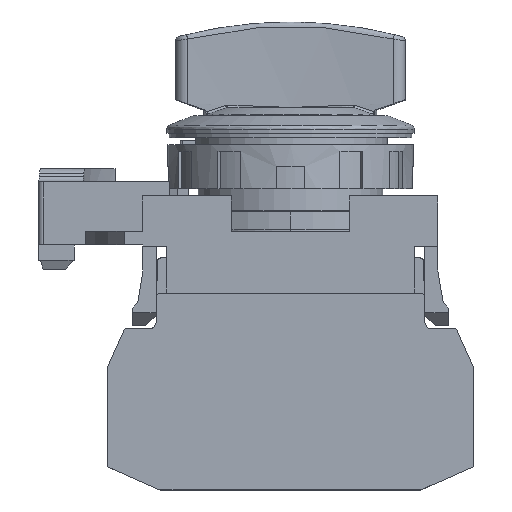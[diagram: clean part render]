
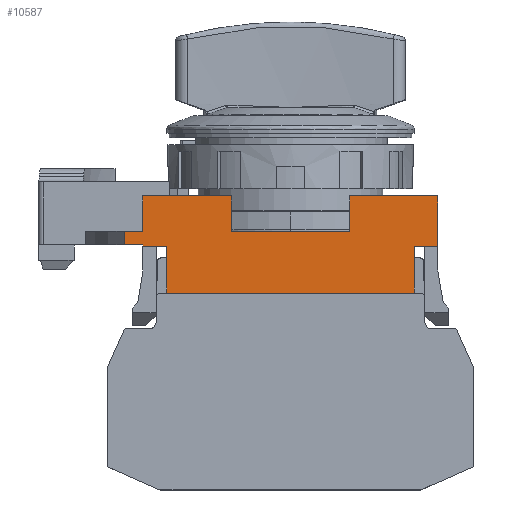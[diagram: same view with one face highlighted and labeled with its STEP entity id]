
A CAD part, left-side view. The second image highlights one B-rep face of the part: STEP entity #10587.
In plain terms, the highlighted planar face has unit normal (-1, 0, 0).
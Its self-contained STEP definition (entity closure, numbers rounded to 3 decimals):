
#4616 = CARTESIAN_POINT ( 'NONE',  ( -14.9, 6.7, 11. ) ) ;
#4654 = CARTESIAN_POINT ( 'NONE',  ( -14.9, 6.7, 7. ) ) ;
#5651 = LINE ( 'NONE', #5652, #16831 ) ;
#5652 = CARTESIAN_POINT ( 'NONE',  ( -14.9, 18.815, 6.25 ) ) ;
#5653 = DIRECTION ( 'NONE',  ( 0., 0., -1. ) ) ;
#6006 = LINE ( 'NONE', #6007, #16701 ) ;
#6007 = CARTESIAN_POINT ( 'NONE',  ( -14.9, 16.7, 4. ) ) ;
#6008 = DIRECTION ( 'NONE',  ( 0., 0., 1. ) ) ;
#7907 = FACE_OUTER_BOUND ( 'NONE', #19509, .T. ) ;
#7917 = AXIS2_PLACEMENT_3D ( 'NONE', #18141, #18142, #18143 ) ;
#9132 = VERTEX_POINT ( 'NONE', #19774 ) ;
#9137 = VERTEX_POINT ( 'NONE', #19779 ) ;
#9188 = VERTEX_POINT ( 'NONE', #19829 ) ;
#9189 = VERTEX_POINT ( 'NONE', #19830 ) ;
#9405 = VERTEX_POINT ( 'NONE', #20046 ) ;
#9446 = VERTEX_POINT ( 'NONE', #20087 ) ;
#9456 = VERTEX_POINT ( 'NONE', #20097 ) ;
#9470 = VERTEX_POINT ( 'NONE', #20111 ) ;
#9569 = VERTEX_POINT ( 'NONE', #20210 ) ;
#9586 = VERTEX_POINT ( 'NONE', #20227 ) ;
#9804 = VERTEX_POINT ( 'NONE', #20445 ) ;
#9828 = VERTEX_POINT ( 'NONE', #20469 ) ;
#9862 = VERTEX_POINT ( 'NONE', #20503 ) ;
#9875 = VERTEX_POINT ( 'NONE', #20516 ) ;
#10587 = ADVANCED_FACE ( 'NONE', ( #7907 ), #18140, .F. ) ;
#13524 = VERTEX_POINT ( 'NONE', #4616 ) ;
#13562 = VERTEX_POINT ( 'NONE', #4654 ) ;
#15076 = LINE ( 'NONE', #15077, #17033 ) ;
#15077 = CARTESIAN_POINT ( 'NONE',  ( -14.9, -14., 2.65 ) ) ;
#15078 = DIRECTION ( 'NONE',  ( 0., 0., 1. ) ) ;
#15079 = LINE ( 'NONE', #15080, #17032 ) ;
#15080 = CARTESIAN_POINT ( 'NONE',  ( -14.9, 0., 0. ) ) ;
#15081 = DIRECTION ( 'NONE',  ( 0., -1., 0. ) ) ;
#15085 = LINE ( 'NONE', #15086, #17030 ) ;
#15086 = CARTESIAN_POINT ( 'NONE',  ( -14.9, 14., 5.5 ) ) ;
#15087 = DIRECTION ( 'NONE',  ( 0., 0., 1. ) ) ;
#15187 = LINE ( 'NONE', #15188, #16994 ) ;
#15188 = CARTESIAN_POINT ( 'NONE',  ( -14.9, 1.057, 5.3 ) ) ;
#15189 = DIRECTION ( 'NONE',  ( 0., 1., 0. ) ) ;
#15202 = LINE ( 'NONE', #15203, #16989 ) ;
#15203 = CARTESIAN_POINT ( 'NONE',  ( -14.9, -16.7, 5.5 ) ) ;
#15204 = DIRECTION ( 'NONE',  ( 0., 0., -1. ) ) ;
#15211 = LINE ( 'NONE', #15212, #16986 ) ;
#15212 = CARTESIAN_POINT ( 'NONE',  ( -14.9, 1.057, 11. ) ) ;
#15213 = DIRECTION ( 'NONE',  ( 0., -1., 0. ) ) ;
#15217 = LINE ( 'NONE', #15218, #16983 ) ;
#15218 = CARTESIAN_POINT ( 'NONE',  ( -14.9, -6.7, 5.5 ) ) ;
#15219 = DIRECTION ( 'NONE',  ( 0., 0., 1. ) ) ;
#15226 = LINE ( 'NONE', #15227, #16980 ) ;
#15227 = CARTESIAN_POINT ( 'NONE',  ( -14.9, 1.057, 7. ) ) ;
#15228 = DIRECTION ( 'NONE',  ( 0., -1., 0. ) ) ;
#15247 = LINE ( 'NONE', #15248, #16973 ) ;
#15248 = CARTESIAN_POINT ( 'NONE',  ( -14.9, 6.7, 5.5 ) ) ;
#15249 = DIRECTION ( 'NONE',  ( 0., 0., -1. ) ) ;
#15256 = LINE ( 'NONE', #15257, #16971 ) ;
#15257 = CARTESIAN_POINT ( 'NONE',  ( -14.9, 1.057, 11. ) ) ;
#15258 = DIRECTION ( 'NONE',  ( 0., -1., 0. ) ) ;
#15262 = LINE ( 'NONE', #15263, #16969 ) ;
#15263 = CARTESIAN_POINT ( 'NONE',  ( -14.9, 16.7, 5.5 ) ) ;
#15264 = DIRECTION ( 'NONE',  ( 0., 0., 1. ) ) ;
#15268 = LINE ( 'NONE', #15269, #16966 ) ;
#15269 = CARTESIAN_POINT ( 'NONE',  ( -14.9, 1.057, 7. ) ) ;
#15270 = DIRECTION ( 'NONE',  ( 0., -1., 0. ) ) ;
#15277 = LINE ( 'NONE', #15278, #16963 ) ;
#15278 = CARTESIAN_POINT ( 'NONE',  ( -14.9, 1.057, 5.5 ) ) ;
#15279 = DIRECTION ( 'NONE',  ( 0., 1., 0. ) ) ;
#15280 = LINE ( 'NONE', #15281, #16962 ) ;
#15281 = CARTESIAN_POINT ( 'NONE',  ( -14.9, 1.057, 5.3 ) ) ;
#15282 = DIRECTION ( 'NONE',  ( 0., 1., 0. ) ) ;
#15918 = EDGE_CURVE ( 'NONE', #9189, #9862, #15076, .T. ) ;
#15919 = EDGE_CURVE ( 'NONE', #9188, #9189, #15079, .T. ) ;
#15921 = EDGE_CURVE ( 'NONE', #9188, #9470, #15085, .T. ) ;
#15955 = EDGE_CURVE ( 'NONE', #9828, #9862, #15187, .T. ) ;
#15960 = EDGE_CURVE ( 'NONE', #9132, #9828, #15202, .T. ) ;
#15963 = EDGE_CURVE ( 'NONE', #9137, #9132, #15211, .T. ) ;
#15965 = EDGE_CURVE ( 'NONE', #9875, #9137, #15217, .T. ) ;
#15968 = EDGE_CURVE ( 'NONE', #13562, #9875, #15226, .T. ) ;
#15975 = EDGE_CURVE ( 'NONE', #13524, #13562, #15247, .T. ) ;
#15978 = EDGE_CURVE ( 'NONE', #9804, #13524, #15256, .T. ) ;
#15980 = EDGE_CURVE ( 'NONE', #9405, #9804, #15262, .T. ) ;
#15982 = EDGE_CURVE ( 'NONE', #9456, #9405, #15268, .T. ) ;
#15985 = EDGE_CURVE ( 'NONE', #9586, #9446, #15277, .T. ) ;
#15986 = EDGE_CURVE ( 'NONE', #9470, #9569, #15280, .T. ) ;
#16111 = EDGE_CURVE ( 'NONE', #9456, #9446, #5651, .T. ) ;
#16228 = EDGE_CURVE ( 'NONE', #9569, #9586, #6006, .T. ) ;
#16701 = VECTOR ( 'NONE', #6008, 1000. ) ;
#16831 = VECTOR ( 'NONE', #5653, 1000. ) ;
#16962 = VECTOR ( 'NONE', #15282, 1000. ) ;
#16963 = VECTOR ( 'NONE', #15279, 1000. ) ;
#16966 = VECTOR ( 'NONE', #15270, 1000. ) ;
#16969 = VECTOR ( 'NONE', #15264, 1000. ) ;
#16971 = VECTOR ( 'NONE', #15258, 1000. ) ;
#16973 = VECTOR ( 'NONE', #15249, 1000. ) ;
#16980 = VECTOR ( 'NONE', #15228, 1000. ) ;
#16983 = VECTOR ( 'NONE', #15219, 1000. ) ;
#16986 = VECTOR ( 'NONE', #15213, 1000. ) ;
#16989 = VECTOR ( 'NONE', #15204, 1000. ) ;
#16994 = VECTOR ( 'NONE', #15189, 1000. ) ;
#17030 = VECTOR ( 'NONE', #15087, 1000. ) ;
#17032 = VECTOR ( 'NONE', #15081, 1000. ) ;
#17033 = VECTOR ( 'NONE', #15078, 1000. ) ;
#18140 = PLANE ( 'NONE',  #7917 ) ;
#18141 = CARTESIAN_POINT ( 'NONE',  ( -14.9, -16.7, 0. ) ) ;
#18142 = DIRECTION ( 'NONE',  ( 1., 0., 0. ) ) ;
#18143 = DIRECTION ( 'NONE',  ( 0., 1., 0. ) ) ;
#19097 = ORIENTED_EDGE ( 'NONE', *, *, #15968, .F. ) ;
#19099 = ORIENTED_EDGE ( 'NONE', *, *, #15960, .F. ) ;
#19100 = ORIENTED_EDGE ( 'NONE', *, *, #15963, .F. ) ;
#19101 = ORIENTED_EDGE ( 'NONE', *, *, #15965, .F. ) ;
#19102 = ORIENTED_EDGE ( 'NONE', *, *, #15975, .F. ) ;
#19103 = ORIENTED_EDGE ( 'NONE', *, *, #15978, .F. ) ;
#19104 = ORIENTED_EDGE ( 'NONE', *, *, #15980, .F. ) ;
#19105 = ORIENTED_EDGE ( 'NONE', *, *, #15982, .F. ) ;
#19106 = ORIENTED_EDGE ( 'NONE', *, *, #16111, .T. ) ;
#19107 = ORIENTED_EDGE ( 'NONE', *, *, #15985, .F. ) ;
#19108 = ORIENTED_EDGE ( 'NONE', *, *, #16228, .F. ) ;
#19109 = ORIENTED_EDGE ( 'NONE', *, *, #15986, .F. ) ;
#19110 = ORIENTED_EDGE ( 'NONE', *, *, #15921, .F. ) ;
#19111 = ORIENTED_EDGE ( 'NONE', *, *, #15919, .T. ) ;
#19112 = ORIENTED_EDGE ( 'NONE', *, *, #15955, .F. ) ;
#19113 = ORIENTED_EDGE ( 'NONE', *, *, #15918, .T. ) ;
#19509 = EDGE_LOOP ( 'NONE', ( #19099, #19100, #19101, #19097, #19102, #19103, #19104, #19105, #19106, #19107, #19108, #19109, #19110, #19111, #19113, #19112 ) ) ;
#19774 = CARTESIAN_POINT ( 'NONE',  ( -14.9, -16.7, 11. ) ) ;
#19779 = CARTESIAN_POINT ( 'NONE',  ( -14.9, -6.7, 11. ) ) ;
#19829 = CARTESIAN_POINT ( 'NONE',  ( -14.9, 14., 0. ) ) ;
#19830 = CARTESIAN_POINT ( 'NONE',  ( -14.9, -14., 0. ) ) ;
#20046 = CARTESIAN_POINT ( 'NONE',  ( -14.9, 16.7, 7. ) ) ;
#20087 = CARTESIAN_POINT ( 'NONE',  ( -14.9, 18.815, 5.5 ) ) ;
#20097 = CARTESIAN_POINT ( 'NONE',  ( -14.9, 18.815, 7. ) ) ;
#20111 = CARTESIAN_POINT ( 'NONE',  ( -14.9, 14., 5.3 ) ) ;
#20210 = CARTESIAN_POINT ( 'NONE',  ( -14.9, 16.7, 5.3 ) ) ;
#20227 = CARTESIAN_POINT ( 'NONE',  ( -14.9, 16.7, 5.5 ) ) ;
#20445 = CARTESIAN_POINT ( 'NONE',  ( -14.9, 16.7, 11. ) ) ;
#20469 = CARTESIAN_POINT ( 'NONE',  ( -14.9, -16.7, 5.3 ) ) ;
#20503 = CARTESIAN_POINT ( 'NONE',  ( -14.9, -14., 5.3 ) ) ;
#20516 = CARTESIAN_POINT ( 'NONE',  ( -14.9, -6.7, 7. ) ) ;
